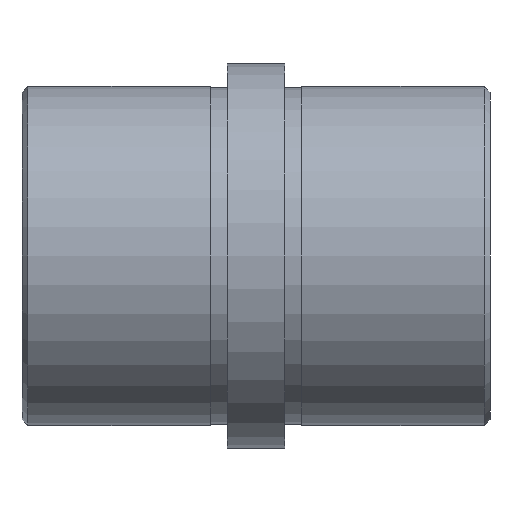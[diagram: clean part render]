
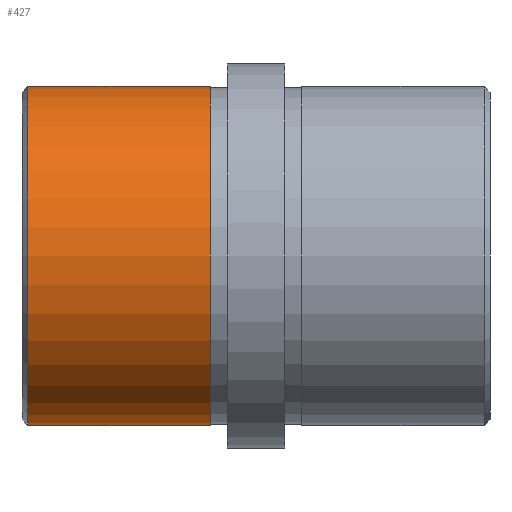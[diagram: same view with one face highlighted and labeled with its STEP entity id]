
A CAD part, front view. The second image highlights one B-rep face of the part: STEP entity #427.
In plain terms, the highlighted cylindrical face has radius 14.85 mm (diameter 29.7 mm), a partial arc.
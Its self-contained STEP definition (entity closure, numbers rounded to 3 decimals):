
#18 = CARTESIAN_POINT ( 'NONE',  ( -20., 0., -14.85 ) ) ;
#21 = CARTESIAN_POINT ( 'NONE',  ( -20., 0., 14.85 ) ) ;
#110 = CARTESIAN_POINT ( 'NONE',  ( -4., 0., 0. ) ) ;
#158 = CARTESIAN_POINT ( 'NONE',  ( -4., 0., -14.85 ) ) ;
#166 = ORIENTED_EDGE ( 'NONE', *, *, #584, .T. ) ;
#171 = DIRECTION ( 'NONE',  ( 0., 0., 1. ) ) ;
#175 = CARTESIAN_POINT ( 'NONE',  ( -20., 0., 0. ) ) ;
#195 = VERTEX_POINT ( 'NONE', #18 ) ;
#197 = DIRECTION ( 'NONE',  ( -1., 0., 0. ) ) ;
#203 = AXIS2_PLACEMENT_3D ( 'NONE', #657, #197, #409 ) ;
#211 = DIRECTION ( 'NONE',  ( -1., 0., 0. ) ) ;
#226 = VERTEX_POINT ( 'NONE', #21 ) ;
#237 = EDGE_CURVE ( 'NONE', #195, #226, #264, .T. ) ;
#250 = DIRECTION ( 'NONE',  ( 0., 0., 1. ) ) ;
#252 = EDGE_LOOP ( 'NONE', ( #558, #166, #387, #268 ) ) ;
#264 = CIRCLE ( 'NONE', #333, 14.85 ) ;
#268 = ORIENTED_EDGE ( 'NONE', *, *, #237, .F. ) ;
#270 = EDGE_CURVE ( 'NONE', #583, #195, #483, .T. ) ;
#285 = CIRCLE ( 'NONE', #581, 14.85 ) ;
#333 = AXIS2_PLACEMENT_3D ( 'NONE', #175, #635, #171 ) ;
#387 = ORIENTED_EDGE ( 'NONE', *, *, #597, .T. ) ;
#389 = VECTOR ( 'NONE', #582, 1000. ) ;
#392 = CARTESIAN_POINT ( 'NONE',  ( -42.446, 0., -14.85 ) ) ;
#408 = VERTEX_POINT ( 'NONE', #553 ) ;
#409 = DIRECTION ( 'NONE',  ( 0., 0., 1. ) ) ;
#413 = VECTOR ( 'NONE', #526, 1000. ) ;
#422 = LINE ( 'NONE', #461, #413 ) ;
#427 = ADVANCED_FACE ( 'NONE', ( #443 ), #501, .T. ) ;
#443 = FACE_OUTER_BOUND ( 'NONE', #252, .T. ) ;
#461 = CARTESIAN_POINT ( 'NONE',  ( -42.446, 0., 14.85 ) ) ;
#483 = LINE ( 'NONE', #392, #389 ) ;
#501 = CYLINDRICAL_SURFACE ( 'NONE', #203, 14.85 ) ;
#526 = DIRECTION ( 'NONE',  ( -1., 0., 0. ) ) ;
#553 = CARTESIAN_POINT ( 'NONE',  ( -4., 0., 14.85 ) ) ;
#558 = ORIENTED_EDGE ( 'NONE', *, *, #270, .F. ) ;
#581 = AXIS2_PLACEMENT_3D ( 'NONE', #110, #211, #250 ) ;
#582 = DIRECTION ( 'NONE',  ( -1., 0., 0. ) ) ;
#583 = VERTEX_POINT ( 'NONE', #158 ) ;
#584 = EDGE_CURVE ( 'NONE', #583, #408, #285, .T. ) ;
#597 = EDGE_CURVE ( 'NONE', #408, #226, #422, .T. ) ;
#635 = DIRECTION ( 'NONE',  ( -1., 0., 0. ) ) ;
#657 = CARTESIAN_POINT ( 'NONE',  ( -42.446, 0., 0. ) ) ;
